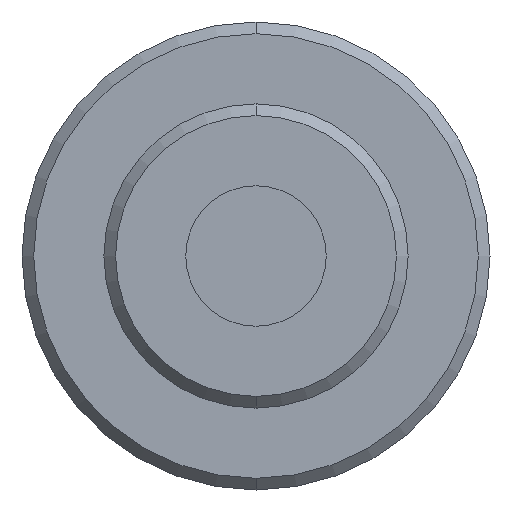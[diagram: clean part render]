
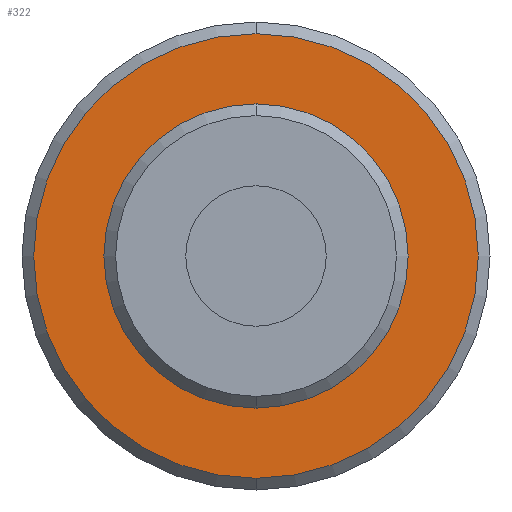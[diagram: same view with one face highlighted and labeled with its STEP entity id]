
A CAD part, front view. The second image highlights one B-rep face of the part: STEP entity #322.
In plain terms, the highlighted planar face has unit normal (0, -1, 0).
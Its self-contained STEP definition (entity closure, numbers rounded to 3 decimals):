
#2 = ORIENTED_EDGE ( 'NONE', *, *, #310, .T. ) ;
#4 = ORIENTED_EDGE ( 'NONE', *, *, #258, .F. ) ;
#7 = ORIENTED_EDGE ( 'NONE', *, *, #317, .T. ) ;
#13 = ORIENTED_EDGE ( 'NONE', *, *, #307, .F. ) ;
#54 = FACE_OUTER_BOUND ( 'NONE', #96, .T. ) ;
#57 = FACE_BOUND ( 'NONE', #109, .T. ) ;
#61 = AXIS2_PLACEMENT_3D ( 'NONE', #127, #126, #165 ) ;
#79 = VERTEX_POINT ( 'NONE', #400 ) ;
#96 = EDGE_LOOP ( 'NONE', ( #2, #7 ) ) ;
#109 = EDGE_LOOP ( 'NONE', ( #4, #13 ) ) ;
#126 = DIRECTION ( 'NONE',  ( 0., -1., 0. ) ) ;
#127 = CARTESIAN_POINT ( 'NONE',  ( 9.5, 0., 0. ) ) ;
#135 = CARTESIAN_POINT ( 'NONE',  ( 0., 0., 9.5 ) ) ;
#137 = CARTESIAN_POINT ( 'NONE',  ( 0., 0., 0. ) ) ;
#140 = CARTESIAN_POINT ( 'NONE',  ( 0., 0., -9.5 ) ) ;
#143 = CARTESIAN_POINT ( 'NONE',  ( 0., 0., 6.5 ) ) ;
#149 = PLANE ( 'NONE',  #61 ) ;
#157 = DIRECTION ( 'NONE',  ( 0., 0., -1. ) ) ;
#158 = DIRECTION ( 'NONE',  ( 0., -1., 0. ) ) ;
#165 = DIRECTION ( 'NONE',  ( 0., 0., -1. ) ) ;
#180 = AXIS2_PLACEMENT_3D ( 'NONE', #383, #437, #370 ) ;
#211 = AXIS2_PLACEMENT_3D ( 'NONE', #137, #158, #157 ) ;
#214 = AXIS2_PLACEMENT_3D ( 'NONE', #368, #357, #449 ) ;
#229 = AXIS2_PLACEMENT_3D ( 'NONE', #354, #356, #464 ) ;
#237 = CIRCLE ( 'NONE', #229, 6.5 ) ;
#258 = EDGE_CURVE ( 'NONE', #79, #474, #237, .T. ) ;
#286 = CIRCLE ( 'NONE', #211, 9.5 ) ;
#291 = CIRCLE ( 'NONE', #214, 9.5 ) ;
#296 = CIRCLE ( 'NONE', #180, 6.5 ) ;
#307 = EDGE_CURVE ( 'NONE', #474, #79, #296, .T. ) ;
#310 = EDGE_CURVE ( 'NONE', #473, #472, #291, .T. ) ;
#317 = EDGE_CURVE ( 'NONE', #472, #473, #286, .T. ) ;
#322 = ADVANCED_FACE ( 'NONE', ( #54, #57 ), #149, .T. ) ;
#354 = CARTESIAN_POINT ( 'NONE',  ( 0., 0., 0. ) ) ;
#356 = DIRECTION ( 'NONE',  ( 0., -1., 0. ) ) ;
#357 = DIRECTION ( 'NONE',  ( 0., -1., 0. ) ) ;
#368 = CARTESIAN_POINT ( 'NONE',  ( 0., 0., 0. ) ) ;
#370 = DIRECTION ( 'NONE',  ( 0., 0., -1. ) ) ;
#383 = CARTESIAN_POINT ( 'NONE',  ( 0., 0., 0. ) ) ;
#400 = CARTESIAN_POINT ( 'NONE',  ( 0., 0., -6.5 ) ) ;
#437 = DIRECTION ( 'NONE',  ( 0., -1., 0. ) ) ;
#449 = DIRECTION ( 'NONE',  ( 0., 0., -1. ) ) ;
#464 = DIRECTION ( 'NONE',  ( 0., 0., -1. ) ) ;
#472 = VERTEX_POINT ( 'NONE', #140 ) ;
#473 = VERTEX_POINT ( 'NONE', #135 ) ;
#474 = VERTEX_POINT ( 'NONE', #143 ) ;
